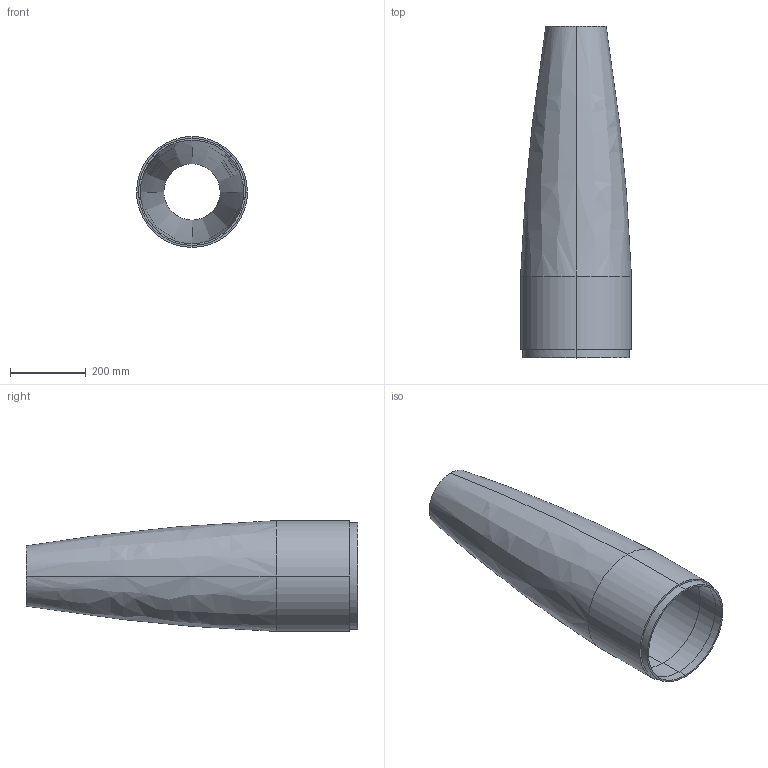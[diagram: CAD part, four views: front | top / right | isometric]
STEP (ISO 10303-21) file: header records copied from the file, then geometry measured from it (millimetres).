
FILE_DESCRIPTION(/* description */ (''),/* implementation_level */ '2;1');
FILE_NAME(/* name */ 'Front Fairing',/* time_stamp */ '2022-02-21T15:07:19+01:00',/* author */ (''),/* organization */ (''),/* preprocessor_version */ 'ST-DEVELOPER v14',/* originating_system */ '',/* authorisation */ '');
FILE_SCHEMA (('AUTOMOTIVE_DESIGN'));
Length unit declared in the file: millimetre
Products named in the file (1): Document
Bounding box: 293.6 x 878.96 x 293.6 mm (x, y, z)
Volume: 3850662.9 mm3; surface area: 1407963.5 mm2
Topology: 2 solids, 2 shells, 36 faces, 90 edges, 58 vertices
Faces by surface type: bspline 30, plane 6
Entity records: 2149 total; most frequent: CARTESIAN_POINT 1618, ORIENTED_EDGE 180, EDGE_CURVE 90, VERTEX_POINT 58, ADVANCED_FACE 36, FACE_OUTER_BOUND 36, EDGE_LOOP 36, B_SPLINE_CURVE_WITH_KNOTS 32
